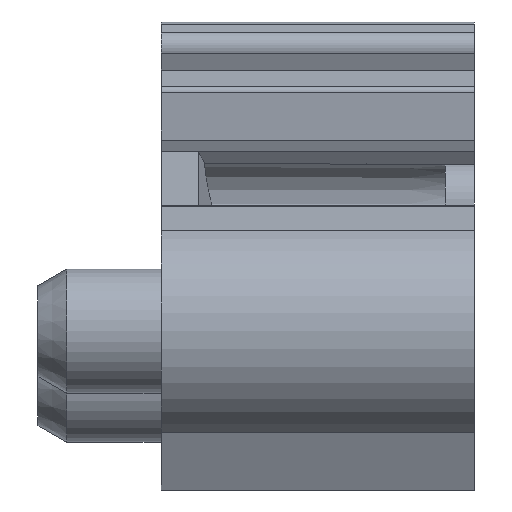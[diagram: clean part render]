
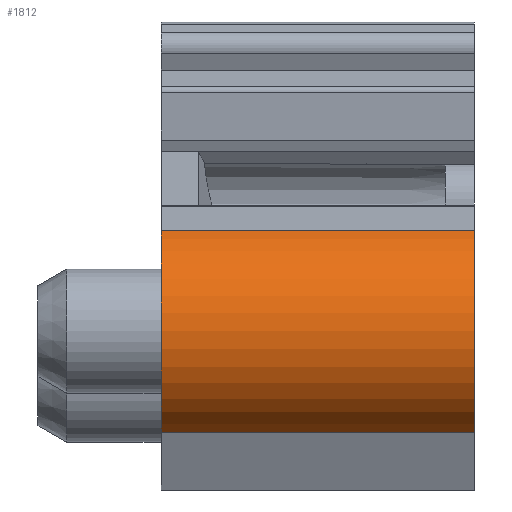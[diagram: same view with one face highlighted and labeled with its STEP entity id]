
A CAD part, top view. The second image highlights one B-rep face of the part: STEP entity #1812.
In plain terms, the highlighted cylindrical face has radius 1.8 mm (diameter 3.6 mm), a partial arc.
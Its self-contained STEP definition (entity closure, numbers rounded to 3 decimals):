
#547=AXIS2_PLACEMENT_3D('Circle Axis2P3D',#545,#546,$) ;
#1792=AXIS2_PLACEMENT_3D('Cylinder Axis2P3D',#1789,#1790,#1791) ;
#1796=AXIS2_PLACEMENT_3D('Circle Axis2P3D',#1794,#1795,$) ;
#542=CARTESIAN_POINT('Vertex',(2.,0.919,10.635)) ;
#545=CARTESIAN_POINT('Axis2P3D Location',(2.,2.554,9.882)) ;
#549=CARTESIAN_POINT('Vertex',(2.,4.188,10.635)) ;
#1774=CARTESIAN_POINT('Vertex',(7.075,0.919,10.635)) ;
#1777=CARTESIAN_POINT('Line Origine',(4.538,0.919,10.635)) ;
#1789=CARTESIAN_POINT('Axis2P3D Location',(4.538,2.554,9.882)) ;
#1794=CARTESIAN_POINT('Axis2P3D Location',(7.075,2.554,9.882)) ;
#1798=CARTESIAN_POINT('Vertex',(7.075,4.188,10.635)) ;
#1801=CARTESIAN_POINT('Line Origine',(4.538,4.188,10.635)) ;
#546=DIRECTION('Axis2P3D Direction',(-1.,0.,0.)) ;
#1778=DIRECTION('Vector Direction',(-1.,0.,0.)) ;
#1790=DIRECTION('Axis2P3D Direction',(-1.,0.,0.)) ;
#1791=DIRECTION('Axis2P3D XDirection',(0.,-0.908,0.419)) ;
#1795=DIRECTION('Axis2P3D Direction',(-1.,0.,0.)) ;
#1802=DIRECTION('Vector Direction',(-1.,0.,0.)) ;
#1779=VECTOR('Line Direction',#1778,1.) ;
#1803=VECTOR('Line Direction',#1802,1.) ;
#1807=ORIENTED_EDGE('',*,*,#551,.T.) ;
#1808=ORIENTED_EDGE('',*,*,#1781,.F.) ;
#1809=ORIENTED_EDGE('',*,*,#1800,.F.) ;
#1810=ORIENTED_EDGE('',*,*,#1805,.T.) ;
#1812=ADVANCED_FACE('V1',(#1811),#1793,.T.) ;
#548=CIRCLE('generated circle',#547,1.8) ;
#1797=CIRCLE('generated circle',#1796,1.8) ;
#1793=CYLINDRICAL_SURFACE('generated cylinder',#1792,1.8) ;
#551=EDGE_CURVE('',#550,#543,#548,.F.) ;
#1781=EDGE_CURVE('',#1775,#543,#1780,.T.) ;
#1800=EDGE_CURVE('',#1799,#1775,#1797,.F.) ;
#1805=EDGE_CURVE('',#1799,#550,#1804,.T.) ;
#1806=EDGE_LOOP('',(#1807,#1808,#1809,#1810)) ;
#1811=FACE_OUTER_BOUND('',#1806,.T.) ;
#1780=LINE('Line',#1777,#1779) ;
#1804=LINE('Line',#1801,#1803) ;
#543=VERTEX_POINT('',#542) ;
#550=VERTEX_POINT('',#549) ;
#1775=VERTEX_POINT('',#1774) ;
#1799=VERTEX_POINT('',#1798) ;
